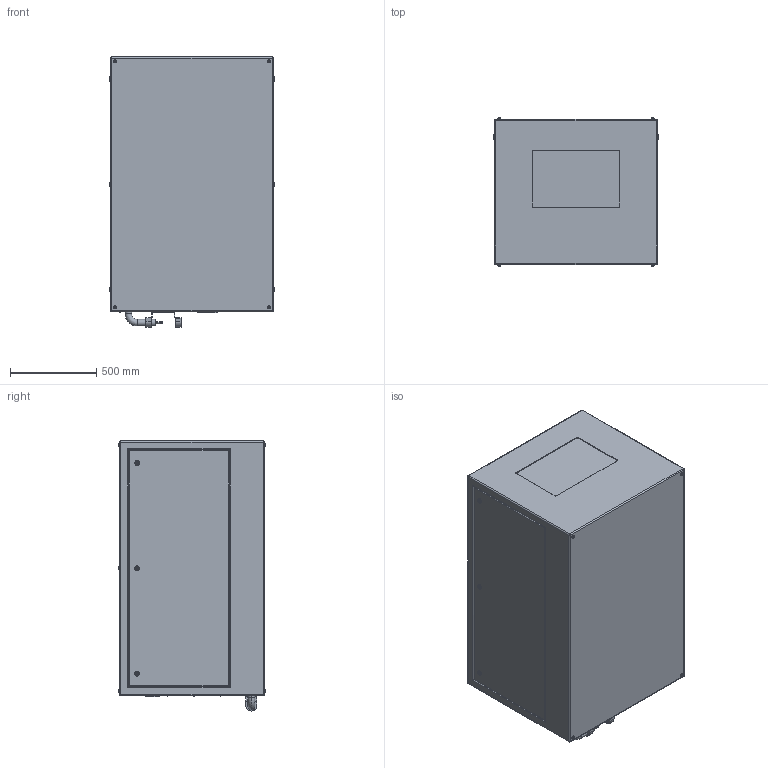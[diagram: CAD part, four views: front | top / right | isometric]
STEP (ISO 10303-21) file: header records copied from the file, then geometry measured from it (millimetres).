
FILE_DESCRIPTION (( 'STEP AP214' ), '1' );
FILE_NAME ('59.322.L R01.STEP', '2022-08-02T15:52:55', ( '' ), ( '' ), 'SwSTEP 2.0', 'SolidWorks 2020', '' );
FILE_SCHEMA (( 'AUTOMOTIVE_DESIGN' ));
Length unit declared in the file: inch
Products named in the file (1): 59.322.L R01
Bounding box: 952.5 x 855.47 x 1562.1 mm (x, y, z)
Volume: 1159229651.2 mm3; surface area: 7290145.7 mm2
Topology: 2 solids, 8 shells, 495 faces, 1129 edges, 714 vertices
Faces by surface type: plane 271, cylinder 170, torus 46, sphere 8
Entity records: 18552 total; most frequent: DIRECTION 2507, CARTESIAN_POINT 2379, ORIENTED_EDGE 2242, EDGE_CURVE 1121, AXIS2_PLACEMENT_3D 906, VERTEX_POINT 714, LINE 695, VECTOR 695
